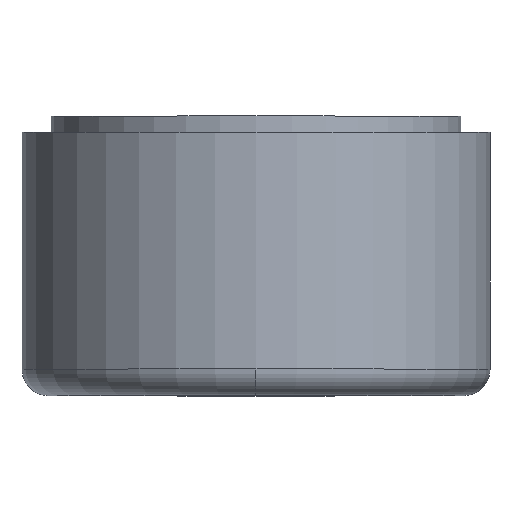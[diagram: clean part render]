
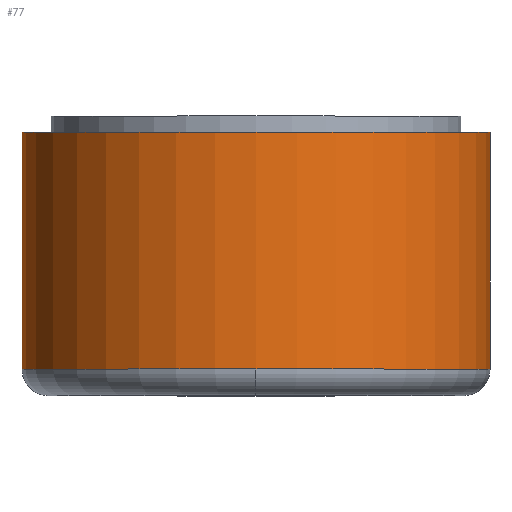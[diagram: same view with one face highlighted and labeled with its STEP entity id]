
A CAD part, top view. The second image highlights one B-rep face of the part: STEP entity #77.
In plain terms, the highlighted cylindrical face has radius 16 mm (diameter 32 mm), a partial arc.
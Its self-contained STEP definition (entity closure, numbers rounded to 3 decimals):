
#77=ADVANCED_FACE('',(#163),#164,.T.);
#163=FACE_OUTER_BOUND('',#260,.T.);
#164=CYLINDRICAL_SURFACE('',#261,16.0);
#260=EDGE_LOOP('',(#411,#412,#413,#414,#415));
#261=AXIS2_PLACEMENT_3D('',#416,#417,#418);
#411=ORIENTED_EDGE('',*,*,#516,.T.);
#412=ORIENTED_EDGE('',*,*,#546,.F.);
#413=ORIENTED_EDGE('',*,*,#519,.T.);
#414=ORIENTED_EDGE('',*,*,#558,.T.);
#415=ORIENTED_EDGE('',*,*,#526,.T.);
#416=CARTESIAN_POINT('',(0.0,-8.1,0.0));
#417=DIRECTION('',(-0.0,1.0,0.0));
#418=DIRECTION('',(1.0,0.0,0.0));
#516=EDGE_CURVE('',#597,#598,#599,.T.);
#519=EDGE_CURVE('',#604,#602,#605,.T.);
#526=EDGE_CURVE('',#609,#597,#616,.T.);
#546=EDGE_CURVE('',#604,#598,#649,.T.);
#558=EDGE_CURVE('',#602,#609,#661,.T.);
#597=VERTEX_POINT('',#716);
#598=VERTEX_POINT('',#717);
#599=LINE('',#718,#719);
#602=VERTEX_POINT('',#722);
#604=VERTEX_POINT('',#724);
#605=LINE('',#725,#726);
#609=VERTEX_POINT('',#730);
#616=CIRCLE('',#737,16.0);
#649=CIRCLE('',#774,16.0);
#661=CIRCLE('',#786,16.0);
#716=CARTESIAN_POINT('',(16.0,-16.2,0.0));
#717=CARTESIAN_POINT('',(16.0,0.0,0.0));
#718=CARTESIAN_POINT('',(16.0,-8.1,0.));
#719=VECTOR('',#848,1.0);
#722=CARTESIAN_POINT('',(-16.0,-16.2,0.));
#724=CARTESIAN_POINT('',(-16.0,0.0,0.));
#725=CARTESIAN_POINT('',(-16.0,-8.1,0.));
#726=VECTOR('',#855,1.0);
#730=CARTESIAN_POINT('',(0.,-16.2,16.0));
#737=AXIS2_PLACEMENT_3D('',#871,#872,#873);
#774=AXIS2_PLACEMENT_3D('',#911,#912,#913);
#786=AXIS2_PLACEMENT_3D('',#929,#930,#931);
#848=DIRECTION('',(0.0,1.0,0.0));
#855=DIRECTION('',(-0.0,-1.0,-0.0));
#871=CARTESIAN_POINT('',(0.0,-16.2,0.0));
#872=DIRECTION('',(-0.0,1.0,0.0));
#873=DIRECTION('',(1.0,0.0,0.0));
#911=CARTESIAN_POINT('',(0.0,0.0,0.0));
#912=DIRECTION('',(-0.0,1.0,0.0));
#913=DIRECTION('',(1.0,0.0,0.0));
#929=CARTESIAN_POINT('',(0.0,-16.2,0.0));
#930=DIRECTION('',(-0.0,1.0,0.0));
#931=DIRECTION('',(1.0,0.0,0.0));
